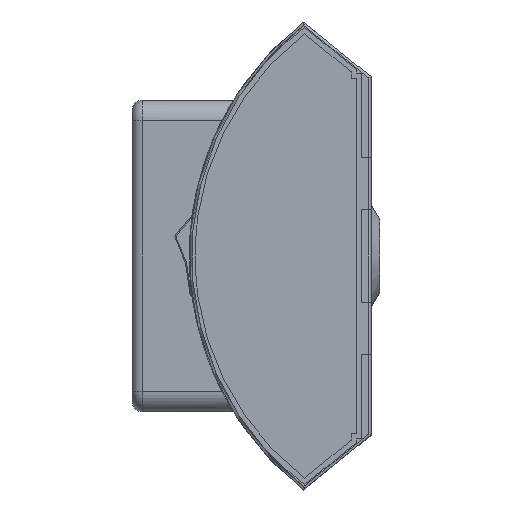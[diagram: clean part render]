
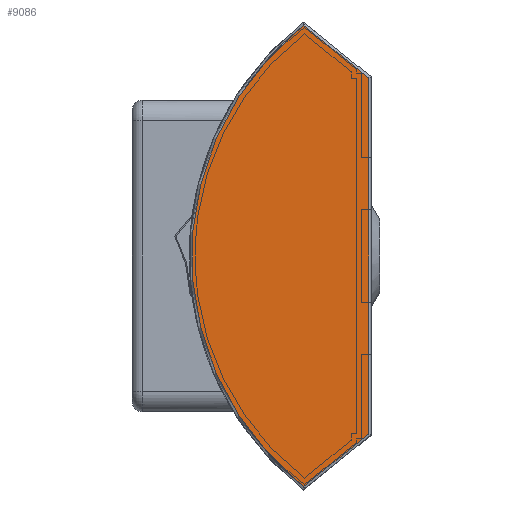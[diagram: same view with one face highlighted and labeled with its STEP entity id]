
A CAD part, left-side view. The second image highlights one B-rep face of the part: STEP entity #9086.
In plain terms, the highlighted planar face has unit normal (-1, 0, 0).
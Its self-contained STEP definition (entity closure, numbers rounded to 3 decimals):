
#33 = ORIENTED_EDGE ( 'NONE', *, *, #8254, .T. ) ;
#303 = EDGE_LOOP ( 'NONE', ( #3255, #7365, #33, #6545 ) ) ;
#429 = CARTESIAN_POINT ( 'NONE',  ( -339.5, -23.884, 0. ) ) ;
#445 = LINE ( 'NONE', #1951, #6686 ) ;
#480 = PLANE ( 'NONE',  #8958 ) ;
#1097 = FACE_OUTER_BOUND ( 'NONE', #303, .T. ) ;
#1397 = CARTESIAN_POINT ( 'NONE',  ( -339.5, -1.3, -34.262 ) ) ;
#1633 = EDGE_CURVE ( 'NONE', #3683, #3227, #445, .T. ) ;
#1818 = DIRECTION ( 'NONE',  ( 0., 0.777, 0.629 ) ) ;
#1882 = DIRECTION ( 'NONE',  ( -1., 0., 0. ) ) ;
#1902 = DIRECTION ( 'NONE',  ( 0., 0., -1. ) ) ;
#1951 = CARTESIAN_POINT ( 'NONE',  ( -339.5, -31.694, 9.642 ) ) ;
#2667 = CARTESIAN_POINT ( 'NONE',  ( -339.5, -1.3, 0. ) ) ;
#2714 = DIRECTION ( 'NONE',  ( 0., 0., 1. ) ) ;
#2857 = VECTOR ( 'NONE', #8083, 1000. ) ;
#3197 = AXIS2_PLACEMENT_3D ( 'NONE', #429, #1882, #2714 ) ;
#3227 = VERTEX_POINT ( 'NONE', #4002 ) ;
#3255 = ORIENTED_EDGE ( 'NONE', *, *, #1633, .T. ) ;
#3355 = DIRECTION ( 'NONE',  ( 0., 0., 1. ) ) ;
#3475 = EDGE_CURVE ( 'NONE', #3227, #5621, #6249, .T. ) ;
#3683 = VERTEX_POINT ( 'NONE', #7279 ) ;
#4002 = CARTESIAN_POINT ( 'NONE',  ( -339.5, 11.205, 44.391 ) ) ;
#5129 = LINE ( 'NONE', #2667, #7732 ) ;
#5535 = EDGE_CURVE ( 'NONE', #7815, #3683, #5129, .T. ) ;
#5621 = VERTEX_POINT ( 'NONE', #5793 ) ;
#5793 = CARTESIAN_POINT ( 'NONE',  ( -339.5, 11.205, -44.391 ) ) ;
#6249 = CIRCLE ( 'NONE', #3197, 56.584 ) ;
#6545 = ORIENTED_EDGE ( 'NONE', *, *, #5535, .T. ) ;
#6686 = VECTOR ( 'NONE', #1818, 1000. ) ;
#6832 = DIRECTION ( 'NONE',  ( -1., 0., 0. ) ) ;
#7279 = CARTESIAN_POINT ( 'NONE',  ( -339.5, -1.3, 34.262 ) ) ;
#7365 = ORIENTED_EDGE ( 'NONE', *, *, #3475, .T. ) ;
#7582 = CARTESIAN_POINT ( 'NONE',  ( -339.5, -23.884, 0. ) ) ;
#7732 = VECTOR ( 'NONE', #3355, 1000. ) ;
#7815 = VERTEX_POINT ( 'NONE', #1397 ) ;
#8083 = DIRECTION ( 'NONE',  ( 0., -0.777, 0.629 ) ) ;
#8254 = EDGE_CURVE ( 'NONE', #5621, #7815, #8279, .T. ) ;
#8279 = LINE ( 'NONE', #9102, #2857 ) ;
#8958 = AXIS2_PLACEMENT_3D ( 'NONE', #7582, #6832, #1902 ) ;
#9086 = ADVANCED_FACE ( 'NONE', ( #1097 ), #480, .T. ) ;
#9102 = CARTESIAN_POINT ( 'NONE',  ( -339.5, -1.485, -34.111 ) ) ;
